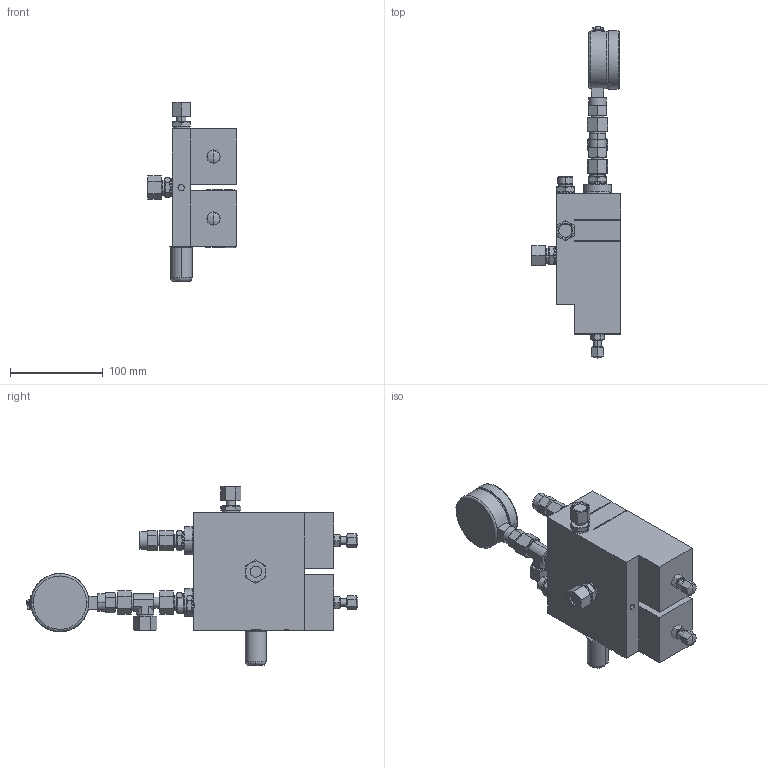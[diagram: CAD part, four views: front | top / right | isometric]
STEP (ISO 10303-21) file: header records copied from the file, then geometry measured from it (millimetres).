
FILE_DESCRIPTION (( 'STEP AP214' ), '1' );
FILE_NAME ('HON650_Folgesollwert_zweistufig.STEP', '2017-03-02T12:41:52', ( '' ), ( '' ), 'SwSTEP 2.0', 'SolidWorks 2015', '' );
FILE_SCHEMA (( 'AUTOMOTIVE_DESIGN' ));
Length unit declared in the file: millimetre
Products named in the file (1): HON650_Folgesollwert_zweistufig
Bounding box: 96.5 x 358.94 x 193.57 mm (x, y, z)
Volume: 1370323 mm3; surface area: 151894.1 mm2
Topology: 1 solids, 1 shells, 637 faces, 1499 edges, 917 vertices
Faces by surface type: plane 251, cone 210, cylinder 98, bspline 78
Entity records: 29989 total; most frequent: CARTESIAN_POINT 9347, ORIENTED_EDGE 2990, DIRECTION 2526, EDGE_CURVE 1495, AXIS2_PLACEMENT_3D 1003, VERTEX_POINT 917, EDGE_LOOP 700, UNCERTAINTY_MEASURE_WITH_UNIT 640
